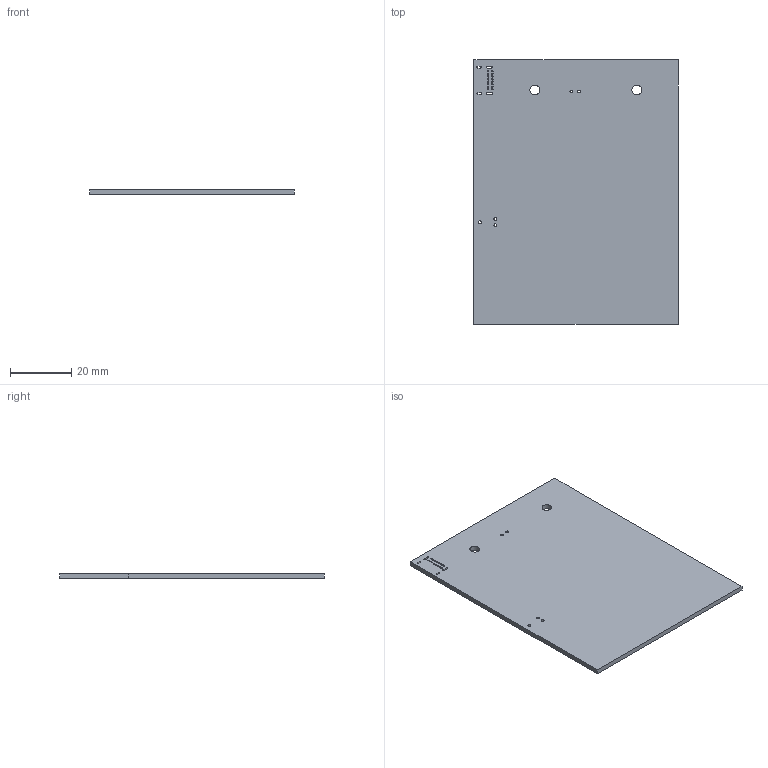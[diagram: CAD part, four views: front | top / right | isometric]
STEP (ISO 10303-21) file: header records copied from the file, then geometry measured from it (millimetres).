
FILE_DESCRIPTION(('KiCad electronic assembly'),'2;1');
FILE_NAME('Mengenlehreuhr.step','2023-08-12T11:18:11',('Pcbnew'),( 'Kicad'),'Open CASCADE STEP processor 7.6','KiCad to STEP converter' ,'Unknown');
FILE_SCHEMA(('AUTOMOTIVE_DESIGN { 1 0 10303 214 1 1 1 1 }'));
Length unit declared in the file: millimetre
Products named in the file (2): Mengenlehreuhr 1; Mengenlehreuhr PCB
Assembly tree (1 placements, depth 2):
  Mengenlehreuhr 1
    Mengenlehreuhr PCB
Bounding box: 67 x 86.75 x 1.6 mm (x, y, z)
Volume: 9258.7 mm3; surface area: 12180.5 mm2
Topology: 1 solids, 1 shells, 52 faces, 150 edges, 100 vertices
Faces by surface type: cylinder 31, plane 21
Full cylindrical faces by diameter (mm): 0.4 x16, 0.9 x2, 0.991 x3, 3.2 x2
Entity records: 3841 total; most frequent: DIRECTION 620, CARTESIAN_POINT 604, LINE 326, VECTOR 326, ORIENTED_EDGE 300, PCURVE 300, DEFINITIONAL_REPRESENTATION 300, EDGE_CURVE 150
